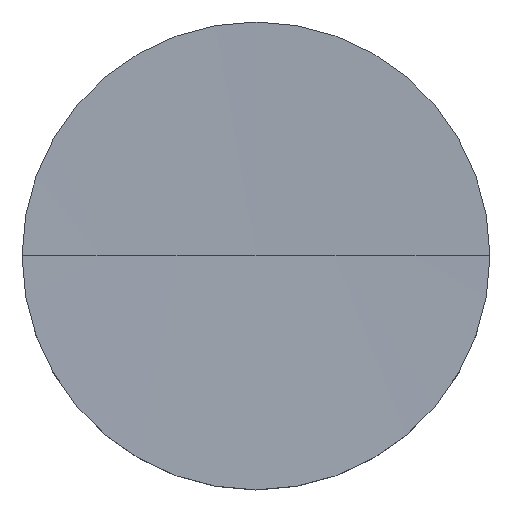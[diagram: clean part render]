
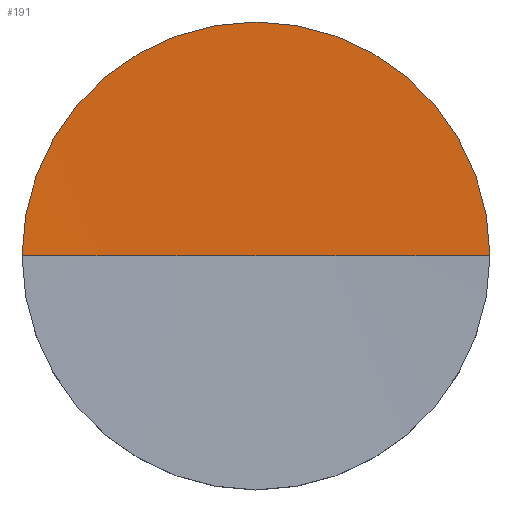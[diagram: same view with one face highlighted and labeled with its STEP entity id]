
A CAD part, top view. The second image highlights one B-rep face of the part: STEP entity #191.
In plain terms, the highlighted spherical face has radius 1000 mm.
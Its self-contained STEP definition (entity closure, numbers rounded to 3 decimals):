
#6 = CARTESIAN_POINT ( 'NONE',  ( 0., 0., 1009.677 ) ) ;
#14 = DIRECTION ( 'NONE',  ( 1., 0., 0. ) ) ;
#18 = CARTESIAN_POINT ( 'NONE',  ( -25.4, 0., 10. ) ) ;
#36 = VERTEX_POINT ( 'NONE', #18 ) ;
#45 = CARTESIAN_POINT ( 'NONE',  ( 0., 0., 1009.677 ) ) ;
#49 = CIRCLE ( 'NONE', #118, 25.4 ) ;
#65 = DIRECTION ( 'NONE',  ( 1., 0., 0. ) ) ;
#66 = CARTESIAN_POINT ( 'NONE',  ( 0., 0., 10. ) ) ;
#68 = EDGE_CURVE ( 'NONE', #151, #184, #147, .T. ) ;
#69 = ORIENTED_EDGE ( 'NONE', *, *, #90, .F. ) ;
#76 = DIRECTION ( 'NONE',  ( 0., -1., 0. ) ) ;
#77 = AXIS2_PLACEMENT_3D ( 'NONE', #6, #119, #175 ) ;
#79 = AXIS2_PLACEMENT_3D ( 'NONE', #82, #161, #98 ) ;
#82 = CARTESIAN_POINT ( 'NONE',  ( 0., 0., 1009.677 ) ) ;
#83 = EDGE_CURVE ( 'NONE', #36, #184, #115, .T. ) ;
#86 = EDGE_LOOP ( 'NONE', ( #69, #101, #192 ) ) ;
#90 = EDGE_CURVE ( 'NONE', #36, #151, #49, .T. ) ;
#93 = FACE_OUTER_BOUND ( 'NONE', #86, .T. ) ;
#98 = DIRECTION ( 'NONE',  ( 1., 0., 0. ) ) ;
#101 = ORIENTED_EDGE ( 'NONE', *, *, #83, .T. ) ;
#113 = SPHERICAL_SURFACE ( 'NONE', #186, 1000. ) ;
#115 = CIRCLE ( 'NONE', #79, 1000. ) ;
#118 = AXIS2_PLACEMENT_3D ( 'NONE', #66, #146, #65 ) ;
#119 = DIRECTION ( 'NONE',  ( 0., 1., 0. ) ) ;
#146 = DIRECTION ( 'NONE',  ( 0., 0., -1. ) ) ;
#147 = CIRCLE ( 'NONE', #77, 1000. ) ;
#151 = VERTEX_POINT ( 'NONE', #155 ) ;
#155 = CARTESIAN_POINT ( 'NONE',  ( 25.4, 0., 10. ) ) ;
#156 = CARTESIAN_POINT ( 'NONE',  ( 0., 0., 9.677 ) ) ;
#161 = DIRECTION ( 'NONE',  ( 0., -1., 0. ) ) ;
#175 = DIRECTION ( 'NONE',  ( 0., 0., 1. ) ) ;
#184 = VERTEX_POINT ( 'NONE', #156 ) ;
#186 = AXIS2_PLACEMENT_3D ( 'NONE', #45, #76, #14 ) ;
#191 = ADVANCED_FACE ( 'NONE', ( #93 ), #113, .F. ) ;
#192 = ORIENTED_EDGE ( 'NONE', *, *, #68, .F. ) ;
